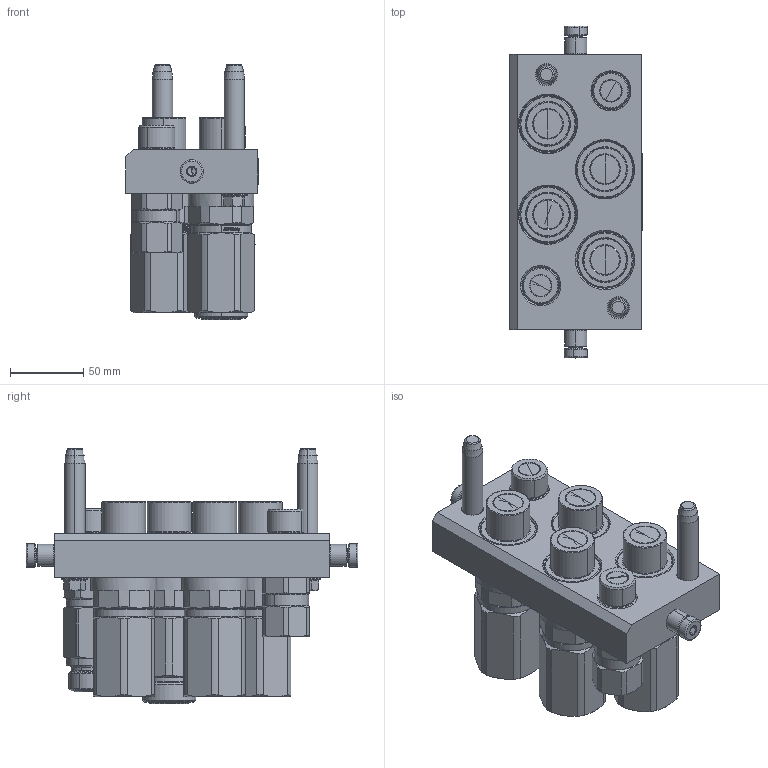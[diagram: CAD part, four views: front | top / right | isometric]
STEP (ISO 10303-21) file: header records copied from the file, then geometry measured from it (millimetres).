
FILE_DESCRIPTION (( 'STEP AP214' ), '1' );
FILE_NAME ('FASTER.step', '2025-03-17T17:23:09', ( '' ), ( '' ), 'SwSTEP 2.0', 'SolidWorks 2017', '' );
FILE_SCHEMA (( 'AUTOMOTIVE_DESIGN' ));
Length unit declared in the file: millimetre
Products named in the file (17): 3ffnp34-34s_m; 4830_028_1000_011.prt; 3ffnp3471_34gm_Completa; et002; 3ffnp1211_34sm; FASTER; 4830_013_3000_030; 1540_080_0008_000.prt; 2ffnp12-18g_m; 4850_010_8000_000.prt; 4830_021_1000_000.prt; 3ffnp3411_1sm; P6I_M_BASE; 3ffnp3471_34gm
Assembly tree (21 placements, depth 3):
  FASTER
    P6I_M_BASE
      4850_010_8000_000.prt
      4830_021_1000_000.prt  x2
      4830_028_1000_011.prt  x2
      1540_080_0008_000.prt  x2
      4830_013_3000_030  x2
    3ffnp34-34s_m  x2
      3ffnp34-34s_m
    2ffnp12-18g_m
    3ffnp1211_34sm
      3ffnp1211_34sm
    3ffnp3411_1sm
      3ffnp3411_1sm
    3ffnp3471_34gm
      3ffnp3471_34gm_Completa
    et002
Bounding box: 90.3 x 226.6 x 174.07 mm (x, y, z)
Volume: 38941.4 mm3; surface area: 225640.8 mm2
Topology: 6 solids, 67 shells, 2346 faces, 7191 edges, 4763 vertices
Faces by surface type: plane 1161, cone 443, cylinder 424, torus 162, bspline 156
Entity records: 91125 total; most frequent: CARTESIAN_POINT 26063, ORIENTED_EDGE 10533, DIRECTION 9898, EDGE_CURVE 5967, VERTEX_POINT 3967, AXIS2_PLACEMENT_3D 3341, LINE 3216, VECTOR 3216
